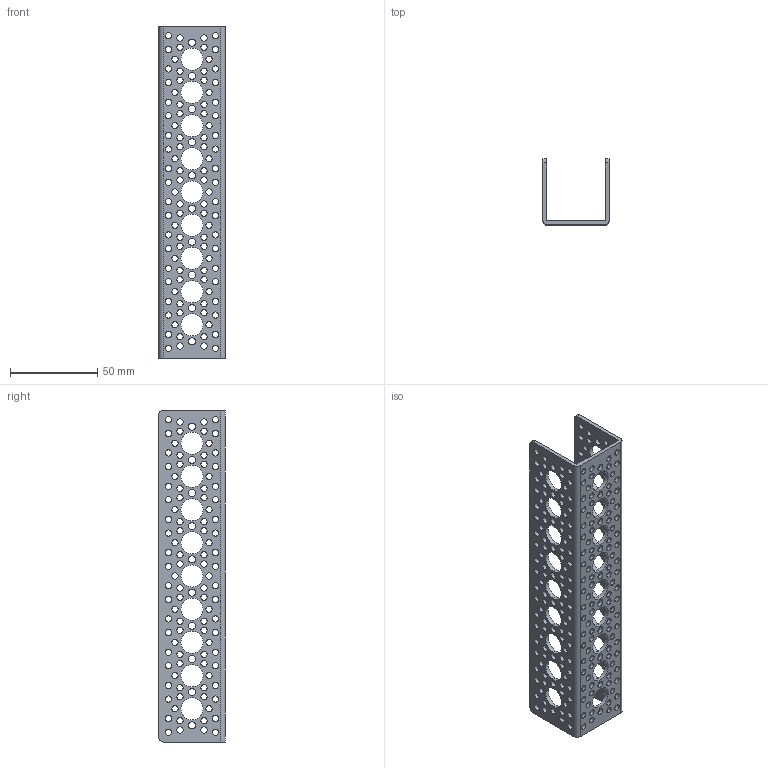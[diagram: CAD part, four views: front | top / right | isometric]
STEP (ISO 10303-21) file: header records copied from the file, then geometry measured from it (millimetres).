
FILE_DESCRIPTION (( 'STEP AP203' ), '1' );
FILE_NAME ('585448.STEP', '2016-08-22T19:43:15', ( '' ), ( '' ), 'SwSTEP 2.0', 'SolidWorks 2014', '' );
FILE_SCHEMA (( 'CONFIG_CONTROL_DESIGN' ));
Length unit declared in the file: inch
Products named in the file (1): 585448
Bounding box: 38.1 x 38.1 x 190.5 mm (x, y, z)
Volume: 31830.1 mm3; surface area: 40102.4 mm2
Topology: 1 solids, 1 shells, 718 faces, 2148 edges, 1432 vertices
Faces by surface type: cylinder 708, plane 10
Entity records: 26551 total; most frequent: DIRECTION 5002, CARTESIAN_POINT 4299, ORIENTED_EDGE 4296, EDGE_CURVE 2148, AXIS2_PLACEMENT_3D 2135, VERTEX_POINT 1432, EDGE_LOOP 1420, CIRCLE 1416
